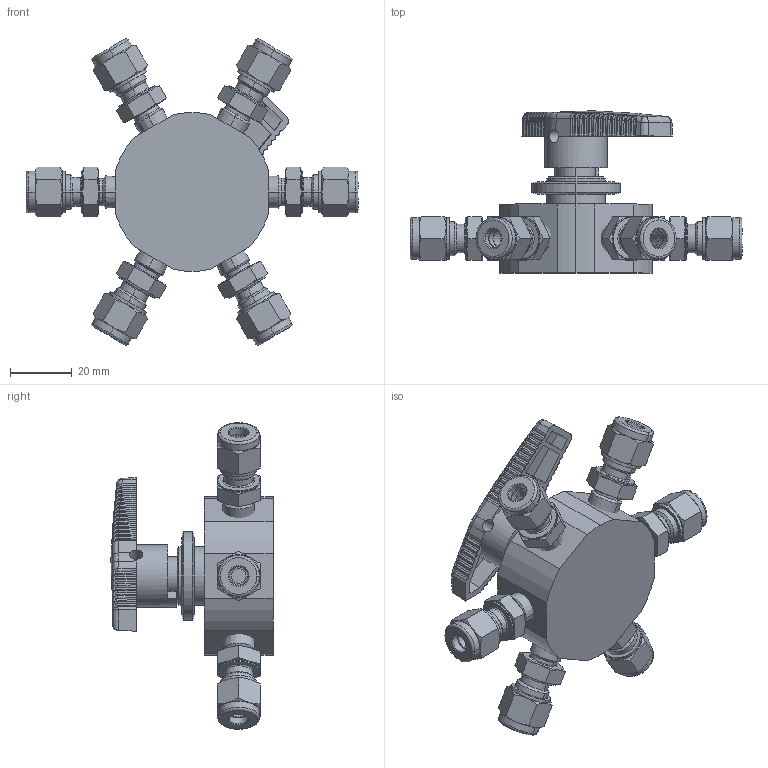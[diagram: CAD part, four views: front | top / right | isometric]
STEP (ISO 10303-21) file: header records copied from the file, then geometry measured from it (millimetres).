
FILE_DESCRIPTION(('FreeCAD Model'),'2;1');
FILE_NAME('Open CASCADE Shape Model','2025-12-09T09:46:17',('Author'),( ''),'Open CASCADE STEP processor 7.8','FreeCAD','Unknown');
FILE_SCHEMA(('AUTOMOTIVE_DESIGN { 1 0 10303 214 1 1 1 1 }'));
Length unit declared in the file: millimetre
Products named in the file (9): BVN1-2B-6X-D-6M-PF-S; 8; 7; 6; 5; 4; 3; 2; 1
Assembly tree (8 placements, depth 2):
  BVN1-2B-6X-D-6M-PF-S
    8
    7
    6
    5
    4
    3
    2
    1
Bounding box: 107.8 x 52.68 x 99.51 mm (x, y, z)
Volume: 77114.9 mm3; surface area: 32644.6 mm2
Topology: 8 solids, 8 shells, 1128 faces, 2559 edges, 1557 vertices
Faces by surface type: cylinder 326, cone 320, plane 238, bspline 186, torus 58
Full cylindrical faces by diameter (mm): 4.2 x1, 13.8 x1, 20.2 x1
Entity records: 42869 total; most frequent: CARTESIAN_POINT 18007, DIRECTION 5269, ORIENTED_EDGE 5114, EDGE_CURVE 2557, AXIS2_PLACEMENT_3D 2249, VERTEX_POINT 1557, FACE_BOUND 1254, EDGE_LOOP 1254
